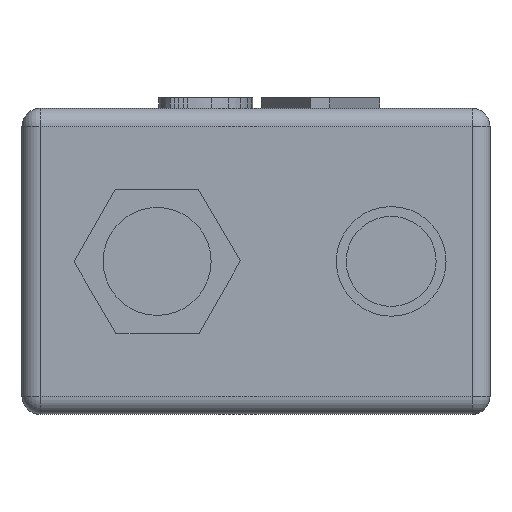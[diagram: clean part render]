
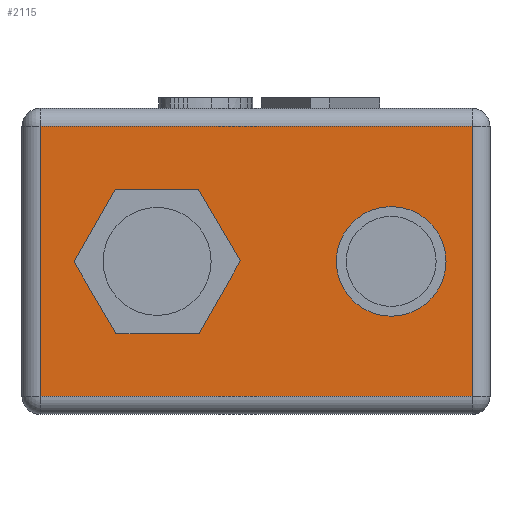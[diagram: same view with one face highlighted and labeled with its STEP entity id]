
A CAD part, front view. The second image highlights one B-rep face of the part: STEP entity #2115.
In plain terms, the highlighted planar face has unit normal (0, -1, 0).
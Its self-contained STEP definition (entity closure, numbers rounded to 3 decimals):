
#786 = VERTEX_POINT('',#787);
#787 = CARTESIAN_POINT('',(12.,-22.5,16.));
#794 = EDGE_CURVE('',#786,#795,#797,.T.);
#795 = VERTEX_POINT('',#796);
#796 = CARTESIAN_POINT('',(-12.,-22.5,16.));
#797 = LINE('',#798,#799);
#798 = CARTESIAN_POINT('',(13.,-22.5,16.));
#799 = VECTOR('',#800,1.);
#800 = DIRECTION('',(-1.,0.,0.));
#1989 = VERTEX_POINT('',#1990);
#1990 = CARTESIAN_POINT('',(-12.,-22.5,1.));
#1997 = EDGE_CURVE('',#1989,#795,#1998,.T.);
#1998 = LINE('',#1999,#2000);
#1999 = CARTESIAN_POINT('',(-12.,-22.5,0.));
#2000 = VECTOR('',#2001,1.);
#2001 = DIRECTION('',(0.,0.,1.));
#2039 = VERTEX_POINT('',#2040);
#2040 = CARTESIAN_POINT('',(12.,-22.5,1.));
#2047 = EDGE_CURVE('',#2039,#786,#2048,.T.);
#2048 = LINE('',#2049,#2050);
#2049 = CARTESIAN_POINT('',(12.,-22.5,0.));
#2050 = VECTOR('',#2051,1.);
#2051 = DIRECTION('',(0.,0.,1.));
#2075 = EDGE_CURVE('',#2039,#1989,#2076,.T.);
#2076 = LINE('',#2077,#2078);
#2077 = CARTESIAN_POINT('',(13.,-22.5,1.));
#2078 = VECTOR('',#2079,1.);
#2079 = DIRECTION('',(-1.,0.,0.));
#2115 = ADVANCED_FACE('',(#2116,#2122,#2172),#2183,.T.);
#2116 = FACE_BOUND('',#2117,.T.);
#2117 = EDGE_LOOP('',(#2118,#2119,#2120,#2121));
#2118 = ORIENTED_EDGE('',*,*,#794,.T.);
#2119 = ORIENTED_EDGE('',*,*,#1997,.F.);
#2120 = ORIENTED_EDGE('',*,*,#2075,.F.);
#2121 = ORIENTED_EDGE('',*,*,#2047,.T.);
#2122 = FACE_BOUND('',#2123,.T.);
#2123 = EDGE_LOOP('',(#2124,#2134,#2142,#2150,#2158,#2166));
#2124 = ORIENTED_EDGE('',*,*,#2125,.F.);
#2125 = EDGE_CURVE('',#2126,#2128,#2130,.T.);
#2126 = VERTEX_POINT('',#2127);
#2127 = CARTESIAN_POINT('',(-3.16,-22.5,4.512));
#2128 = VERTEX_POINT('',#2129);
#2129 = CARTESIAN_POINT('',(-0.872,-22.5,8.524));
#2130 = LINE('',#2131,#2132);
#2131 = CARTESIAN_POINT('',(-3.16,-22.5,4.512));
#2132 = VECTOR('',#2133,1.);
#2133 = DIRECTION('',(0.495,0.,0.869));
#2134 = ORIENTED_EDGE('',*,*,#2135,.F.);
#2135 = EDGE_CURVE('',#2136,#2126,#2138,.T.);
#2136 = VERTEX_POINT('',#2137);
#2137 = CARTESIAN_POINT('',(-7.779,-22.5,4.488));
#2138 = LINE('',#2139,#2140);
#2139 = CARTESIAN_POINT('',(-7.779,-22.5,4.488));
#2140 = VECTOR('',#2141,1.);
#2141 = DIRECTION('',(1.,0.,0.005));
#2142 = ORIENTED_EDGE('',*,*,#2143,.F.);
#2143 = EDGE_CURVE('',#2144,#2136,#2146,.T.);
#2144 = VERTEX_POINT('',#2145);
#2145 = CARTESIAN_POINT('',(-10.109,-22.5,8.476));
#2146 = LINE('',#2147,#2148);
#2147 = CARTESIAN_POINT('',(-10.109,-22.5,8.476));
#2148 = VECTOR('',#2149,1.);
#2149 = DIRECTION('',(0.505,0.,-0.863));
#2150 = ORIENTED_EDGE('',*,*,#2151,.F.);
#2151 = EDGE_CURVE('',#2152,#2144,#2154,.T.);
#2152 = VERTEX_POINT('',#2153);
#2153 = CARTESIAN_POINT('',(-7.821,-22.5,12.488));
#2154 = LINE('',#2155,#2156);
#2155 = CARTESIAN_POINT('',(-7.821,-22.5,12.488));
#2156 = VECTOR('',#2157,1.);
#2157 = DIRECTION('',(-0.495,-0.,-0.869));
#2158 = ORIENTED_EDGE('',*,*,#2159,.F.);
#2159 = EDGE_CURVE('',#2160,#2152,#2162,.T.);
#2160 = VERTEX_POINT('',#2161);
#2161 = CARTESIAN_POINT('',(-3.202,-22.5,12.512));
#2162 = LINE('',#2163,#2164);
#2163 = CARTESIAN_POINT('',(-3.202,-22.5,12.512));
#2164 = VECTOR('',#2165,1.);
#2165 = DIRECTION('',(-1.,-0.,-0.005));
#2166 = ORIENTED_EDGE('',*,*,#2167,.F.);
#2167 = EDGE_CURVE('',#2128,#2160,#2168,.T.);
#2168 = LINE('',#2169,#2170);
#2169 = CARTESIAN_POINT('',(-0.872,-22.5,8.524));
#2170 = VECTOR('',#2171,1.);
#2171 = DIRECTION('',(-0.505,0.,0.863));
#2172 = FACE_BOUND('',#2173,.T.);
#2173 = EDGE_LOOP('',(#2174));
#2174 = ORIENTED_EDGE('',*,*,#2175,.F.);
#2175 = EDGE_CURVE('',#2176,#2176,#2178,.T.);
#2176 = VERTEX_POINT('',#2177);
#2177 = CARTESIAN_POINT('',(10.557,-22.5,8.5));
#2178 = CIRCLE('',#2179,3.047);
#2179 = AXIS2_PLACEMENT_3D('',#2180,#2181,#2182);
#2180 = CARTESIAN_POINT('',(7.509,-22.5,8.5));
#2181 = DIRECTION('',(0.,-1.,0.));
#2182 = DIRECTION('',(1.,0.,0.));
#2183 = PLANE('',#2184);
#2184 = AXIS2_PLACEMENT_3D('',#2185,#2186,#2187);
#2185 = CARTESIAN_POINT('',(13.,-22.5,0.));
#2186 = DIRECTION('',(0.,-1.,0.));
#2187 = DIRECTION('',(-1.,0.,0.));
